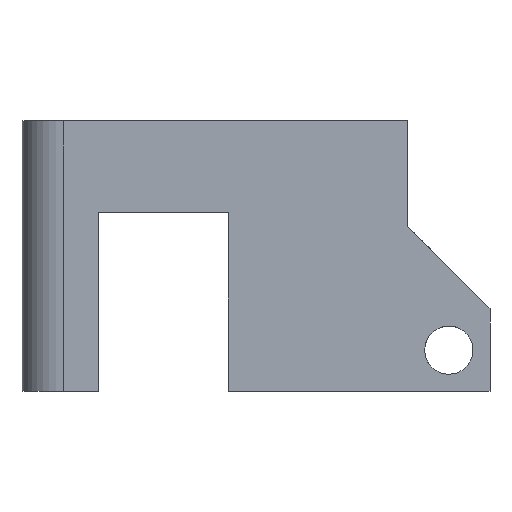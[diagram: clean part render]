
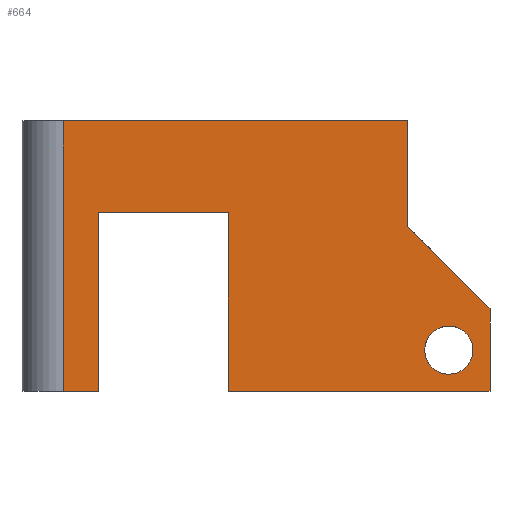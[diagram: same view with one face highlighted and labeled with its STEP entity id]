
A CAD part, front view. The second image highlights one B-rep face of the part: STEP entity #664.
In plain terms, the highlighted planar face has unit normal (0, -1, 0).
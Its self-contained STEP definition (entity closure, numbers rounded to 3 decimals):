
#21=FACE_BOUND('',#111,.T.);
#43=PLANE('',#712);
#73=FACE_OUTER_BOUND('',#110,.T.);
#110=EDGE_LOOP('',(#585,#586,#587,#588,#589,#590,#591,#592,#593,#594,#595,
#596));
#111=EDGE_LOOP('',(#597));
#122=CIRCLE('',#679,1.75);
#146=LINE('',#938,#221);
#152=LINE('',#954,#227);
#159=LINE('',#984,#234);
#160=LINE('',#986,#235);
#165=LINE('',#1001,#240);
#183=LINE('',#1038,#258);
#191=LINE('',#1052,#266);
#197=LINE('',#1063,#272);
#205=LINE('',#1080,#280);
#206=LINE('',#1082,#281);
#207=LINE('',#1083,#282);
#208=LINE('',#1084,#283);
#221=VECTOR('',#746,10.);
#227=VECTOR('',#764,10.);
#234=VECTOR('',#795,10.);
#235=VECTOR('',#796,10.);
#240=VECTOR('',#811,10.);
#258=VECTOR('',#835,10.);
#266=VECTOR('',#849,10.);
#272=VECTOR('',#857,10.);
#280=VECTOR('',#875,10.);
#281=VECTOR('',#876,10.);
#282=VECTOR('',#877,10.);
#283=VECTOR('',#878,10.);
#300=VERTEX_POINT('',#935);
#301=VERTEX_POINT('',#937);
#302=VERTEX_POINT('',#941);
#305=VERTEX_POINT('',#952);
#315=VERTEX_POINT('',#981);
#316=VERTEX_POINT('',#983);
#317=VERTEX_POINT('',#985);
#321=VERTEX_POINT('',#998);
#322=VERTEX_POINT('',#1000);
#338=VERTEX_POINT('',#1036);
#341=VERTEX_POINT('',#1050);
#349=VERTEX_POINT('',#1079);
#350=VERTEX_POINT('',#1081);
#367=EDGE_CURVE('',#300,#301,#146,.T.);
#369=EDGE_CURVE('',#302,#302,#122,.T.);
#376=EDGE_CURVE('',#305,#301,#152,.T.);
#389=EDGE_CURVE('',#316,#315,#159,.T.);
#390=EDGE_CURVE('',#317,#316,#160,.T.);
#397=EDGE_CURVE('',#321,#322,#165,.T.);
#415=EDGE_CURVE('',#321,#338,#183,.T.);
#423=EDGE_CURVE('',#338,#341,#191,.T.);
#429=EDGE_CURVE('',#341,#305,#197,.T.);
#437=EDGE_CURVE('',#349,#300,#205,.T.);
#438=EDGE_CURVE('',#350,#349,#206,.T.);
#439=EDGE_CURVE('',#317,#350,#207,.T.);
#440=EDGE_CURVE('',#315,#322,#208,.T.);
#585=ORIENTED_EDGE('',*,*,#423,.T.);
#586=ORIENTED_EDGE('',*,*,#429,.T.);
#587=ORIENTED_EDGE('',*,*,#376,.T.);
#588=ORIENTED_EDGE('',*,*,#367,.F.);
#589=ORIENTED_EDGE('',*,*,#437,.F.);
#590=ORIENTED_EDGE('',*,*,#438,.F.);
#591=ORIENTED_EDGE('',*,*,#439,.F.);
#592=ORIENTED_EDGE('',*,*,#390,.T.);
#593=ORIENTED_EDGE('',*,*,#389,.T.);
#594=ORIENTED_EDGE('',*,*,#440,.T.);
#595=ORIENTED_EDGE('',*,*,#397,.F.);
#596=ORIENTED_EDGE('',*,*,#415,.T.);
#597=ORIENTED_EDGE('',*,*,#369,.T.);
#664=ADVANCED_FACE('',(#73,#21),#43,.T.);
#679=AXIS2_PLACEMENT_3D('',#942,#750,#751);
#712=AXIS2_PLACEMENT_3D('',#1078,#873,#874);
#746=DIRECTION('',(0.707,0.,-0.707));
#750=DIRECTION('center_axis',(0.,1.,0.));
#751=DIRECTION('ref_axis',(-1.,0.,0.));
#764=DIRECTION('',(0.,0.,1.));
#795=DIRECTION('',(0.,0.,-1.));
#796=DIRECTION('',(0.,0.,-1.));
#811=DIRECTION('',(0.,0.,-1.));
#835=DIRECTION('',(1.,0.,0.));
#849=DIRECTION('',(0.,0.,-1.));
#857=DIRECTION('',(1.,0.,0.));
#873=DIRECTION('center_axis',(0.,-1.,0.));
#874=DIRECTION('ref_axis',(0.,0.,-1.));
#875=DIRECTION('',(0.,0.,-1.));
#876=DIRECTION('',(0.,0.,-1.));
#877=DIRECTION('',(1.,0.,0.));
#878=DIRECTION('',(1.,0.,0.));
#935=CARTESIAN_POINT('',(233.,225.7,718.227));
#937=CARTESIAN_POINT('',(239.,225.7,712.227));
#938=CARTESIAN_POINT('',(228.15,225.7,723.077));
#941=CARTESIAN_POINT('',(237.761,225.7,709.231));
#942=CARTESIAN_POINT('Origin',(236.011,225.7,709.231));
#952=CARTESIAN_POINT('',(239.,225.7,706.227));
#954=CARTESIAN_POINT('',(239.,225.7,706.227));
#981=CARTESIAN_POINT('',(208.,225.7,706.227));
#983=CARTESIAN_POINT('',(208.,225.7,723.914));
#984=CARTESIAN_POINT('',(208.,225.7,723.914));
#985=CARTESIAN_POINT('',(208.,225.7,725.914));
#986=CARTESIAN_POINT('',(208.,225.7,723.914));
#998=CARTESIAN_POINT('',(210.555,225.7,719.227));
#1000=CARTESIAN_POINT('',(210.555,225.7,706.227));
#1001=CARTESIAN_POINT('',(210.555,225.7,725.399));
#1036=CARTESIAN_POINT('',(220.,225.7,719.227));
#1038=CARTESIAN_POINT('',(216.764,225.7,719.227));
#1050=CARTESIAN_POINT('',(220.,225.7,706.227));
#1052=CARTESIAN_POINT('',(220.,225.7,725.399));
#1063=CARTESIAN_POINT('',(210.855,225.7,706.227));
#1078=CARTESIAN_POINT('Origin',(224.1,225.7,734.727));
#1079=CARTESIAN_POINT('',(233.,225.7,723.914));
#1080=CARTESIAN_POINT('',(233.,225.7,723.914));
#1081=CARTESIAN_POINT('',(233.,225.7,725.914));
#1082=CARTESIAN_POINT('',(233.,225.7,737.377));
#1083=CARTESIAN_POINT('',(220.,225.7,725.914));
#1084=CARTESIAN_POINT('',(208.,225.7,706.227));
